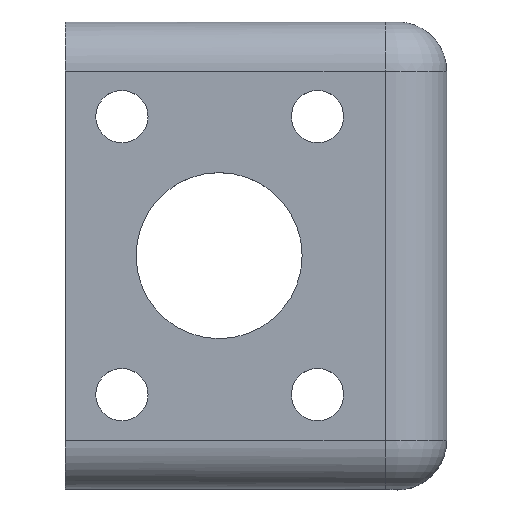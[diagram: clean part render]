
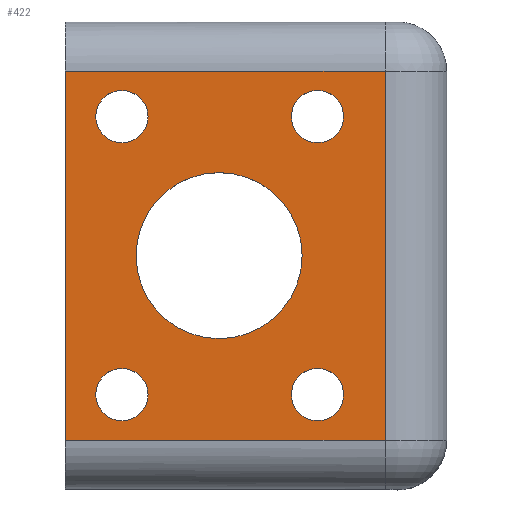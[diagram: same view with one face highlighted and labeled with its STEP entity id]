
A CAD part, top view. The second image highlights one B-rep face of the part: STEP entity #422.
In plain terms, the highlighted planar face has unit normal (0, 0, 1).
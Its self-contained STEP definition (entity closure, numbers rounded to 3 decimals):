
#422 = ADVANCED_FACE ( 'NONE', ( #5177, #5186, #5182, #5180, #5184, #5187 ), #7293, .F. ) ;
#549 = EDGE_CURVE ( 'NONE', #5713, #591, #5374, .T. ) ;
#556 = EDGE_CURVE ( 'NONE', #15237, #15944, #5382, .T. ) ;
#591 = VERTEX_POINT ( 'NONE', #11504 ) ;
#600 = VERTEX_POINT ( 'NONE', #11544 ) ;
#602 = VERTEX_POINT ( 'NONE', #11521 ) ;
#1255 = EDGE_LOOP ( 'NONE', ( #2181, #2182 ) ) ;
#1551 = EDGE_LOOP ( 'NONE', ( #2179, #2180 ) ) ;
#1693 = EDGE_CURVE ( 'NONE', #602, #15945, #12226, .T. ) ;
#1697 = EDGE_CURVE ( 'NONE', #600, #15993, #12233, .T. ) ;
#1701 = EDGE_CURVE ( 'NONE', #5707, #15998, #12239, .T. ) ;
#1799 = EDGE_CURVE ( 'NONE', #2636, #2634, #12369, .T. ) ;
#1823 = EDGE_CURVE ( 'NONE', #591, #5713, #12397, .T. ) ;
#1824 = EDGE_CURVE ( 'NONE', #15944, #15237, #12400, .T. ) ;
#1825 = EDGE_CURVE ( 'NONE', #15945, #602, #12395, .T. ) ;
#1826 = EDGE_CURVE ( 'NONE', #15993, #600, #12401, .T. ) ;
#1827 = EDGE_CURVE ( 'NONE', #15998, #5707, #12402, .T. ) ;
#1828 = EDGE_CURVE ( 'NONE', #2641, #2657, #12403, .T. ) ;
#1829 = EDGE_CURVE ( 'NONE', #2641, #2636, #12399, .T. ) ;
#1830 = EDGE_CURVE ( 'NONE', #2634, #2657, #12406, .T. ) ;
#2177 = ORIENTED_EDGE ( 'NONE', *, *, #1823, .T. ) ;
#2178 = ORIENTED_EDGE ( 'NONE', *, *, #549, .T. ) ;
#2179 = ORIENTED_EDGE ( 'NONE', *, *, #1824, .T. ) ;
#2180 = ORIENTED_EDGE ( 'NONE', *, *, #556, .T. ) ;
#2181 = ORIENTED_EDGE ( 'NONE', *, *, #1825, .T. ) ;
#2182 = ORIENTED_EDGE ( 'NONE', *, *, #1693, .T. ) ;
#2183 = ORIENTED_EDGE ( 'NONE', *, *, #1826, .T. ) ;
#2184 = ORIENTED_EDGE ( 'NONE', *, *, #1697, .T. ) ;
#2185 = ORIENTED_EDGE ( 'NONE', *, *, #1827, .T. ) ;
#2186 = ORIENTED_EDGE ( 'NONE', *, *, #1701, .T. ) ;
#2187 = ORIENTED_EDGE ( 'NONE', *, *, #1828, .F. ) ;
#2188 = ORIENTED_EDGE ( 'NONE', *, *, #1829, .T. ) ;
#2189 = ORIENTED_EDGE ( 'NONE', *, *, #1799, .T. ) ;
#2190 = ORIENTED_EDGE ( 'NONE', *, *, #1830, .T. ) ;
#2634 = VERTEX_POINT ( 'NONE', #20422 ) ;
#2636 = VERTEX_POINT ( 'NONE', #20423 ) ;
#2641 = VERTEX_POINT ( 'NONE', #20433 ) ;
#2657 = VERTEX_POINT ( 'NONE', #20448 ) ;
#3033 = EDGE_LOOP ( 'NONE', ( #2183, #2184 ) ) ;
#3035 = EDGE_LOOP ( 'NONE', ( #2185, #2186 ) ) ;
#3037 = EDGE_LOOP ( 'NONE', ( #2187, #2188, #2189, #2190 ) ) ;
#5177 = FACE_BOUND ( 'NONE', #15951, .T. ) ;
#5180 = FACE_BOUND ( 'NONE', #3033, .T. ) ;
#5182 = FACE_BOUND ( 'NONE', #1255, .T. ) ;
#5184 = FACE_BOUND ( 'NONE', #3035, .T. ) ;
#5186 = FACE_BOUND ( 'NONE', #1551, .T. ) ;
#5187 = FACE_OUTER_BOUND ( 'NONE', #3037, .T. ) ;
#5374 = CIRCLE ( 'NONE', #7047, 4.25 ) ;
#5382 = CIRCLE ( 'NONE', #7051, 4.25 ) ;
#5707 = VERTEX_POINT ( 'NONE', #10774 ) ;
#5713 = VERTEX_POINT ( 'NONE', #10779 ) ;
#7022 = AXIS2_PLACEMENT_3D ( 'NONE', #7295, #7291, #7297 ) ;
#7047 = AXIS2_PLACEMENT_3D ( 'NONE', #11400, #11401, #11402 ) ;
#7051 = AXIS2_PLACEMENT_3D ( 'NONE', #11419, #11420, #11421 ) ;
#7059 = AXIS2_PLACEMENT_3D ( 'NONE', #13840, #13841, #13842 ) ;
#7061 = AXIS2_PLACEMENT_3D ( 'NONE', #13850, #13851, #13852 ) ;
#7063 = AXIS2_PLACEMENT_3D ( 'NONE', #13860, #13861, #13862 ) ;
#7097 = AXIS2_PLACEMENT_3D ( 'NONE', #14364, #14365, #14366 ) ;
#7098 = AXIS2_PLACEMENT_3D ( 'NONE', #14367, #14368, #14369 ) ;
#7099 = AXIS2_PLACEMENT_3D ( 'NONE', #14370, #14371, #14372 ) ;
#7100 = AXIS2_PLACEMENT_3D ( 'NONE', #14375, #14376, #14377 ) ;
#7101 = AXIS2_PLACEMENT_3D ( 'NONE', #14379, #14380, #14381 ) ;
#7291 = DIRECTION ( 'NONE',  ( 0., 0., -1. ) ) ;
#7293 = PLANE ( 'NONE',  #7022 ) ;
#7295 = CARTESIAN_POINT ( 'NONE',  ( -62., 38., 0. ) ) ;
#7297 = DIRECTION ( 'NONE',  ( -1., 0., 0. ) ) ;
#10774 = CARTESIAN_POINT ( 'NONE',  ( -23.5, 0., 0. ) ) ;
#10779 = CARTESIAN_POINT ( 'NONE',  ( -16.75, -22.6, 0. ) ) ;
#10816 = CARTESIAN_POINT ( 'NONE',  ( -48.55, -22.6, 0. ) ) ;
#10827 = CARTESIAN_POINT ( 'NONE',  ( -57.05, -22.6, 0. ) ) ;
#10828 = CARTESIAN_POINT ( 'NONE',  ( -57.05, 22.6, 0. ) ) ;
#10869 = CARTESIAN_POINT ( 'NONE',  ( -25.25, 22.6, 0. ) ) ;
#10872 = CARTESIAN_POINT ( 'NONE',  ( -50.5, 0., 0. ) ) ;
#11400 = CARTESIAN_POINT ( 'NONE',  ( -21., -22.6, 0. ) ) ;
#11401 = DIRECTION ( 'NONE',  ( 0., 0., -1. ) ) ;
#11402 = DIRECTION ( 'NONE',  ( -1., 0., 0. ) ) ;
#11419 = CARTESIAN_POINT ( 'NONE',  ( -52.8, -22.6, 0. ) ) ;
#11420 = DIRECTION ( 'NONE',  ( 0., 0., -1. ) ) ;
#11421 = DIRECTION ( 'NONE',  ( -1., 0., 0. ) ) ;
#11504 = CARTESIAN_POINT ( 'NONE',  ( -25.25, -22.6, 0. ) ) ;
#11521 = CARTESIAN_POINT ( 'NONE',  ( -48.55, 22.6, 0. ) ) ;
#11544 = CARTESIAN_POINT ( 'NONE',  ( -16.75, 22.6, 0. ) ) ;
#12226 = CIRCLE ( 'NONE', #7059, 4.25 ) ;
#12233 = CIRCLE ( 'NONE', #7061, 4.25 ) ;
#12239 = CIRCLE ( 'NONE', #7063, 13.5 ) ;
#12369 = LINE ( 'NONE', #14293, #12370 ) ;
#12370 = VECTOR ( 'NONE', #14295, 1000. ) ;
#12395 = CIRCLE ( 'NONE', #7099, 4.25 ) ;
#12397 = CIRCLE ( 'NONE', #7097, 4.25 ) ;
#12399 = LINE ( 'NONE', #14378, #12407 ) ;
#12400 = CIRCLE ( 'NONE', #7098, 4.25 ) ;
#12401 = CIRCLE ( 'NONE', #7100, 4.25 ) ;
#12402 = CIRCLE ( 'NONE', #7101, 13.5 ) ;
#12403 = LINE ( 'NONE', #14373, #12405 ) ;
#12405 = VECTOR ( 'NONE', #14374, 1000. ) ;
#12406 = LINE ( 'NONE', #14383, #12409 ) ;
#12407 = VECTOR ( 'NONE', #14382, 1000. ) ;
#12409 = VECTOR ( 'NONE', #14384, 1000. ) ;
#13840 = CARTESIAN_POINT ( 'NONE',  ( -52.8, 22.6, 0. ) ) ;
#13841 = DIRECTION ( 'NONE',  ( 0., 0., -1. ) ) ;
#13842 = DIRECTION ( 'NONE',  ( -1., 0., 0. ) ) ;
#13850 = CARTESIAN_POINT ( 'NONE',  ( -21., 22.6, 0. ) ) ;
#13851 = DIRECTION ( 'NONE',  ( 0., 0., -1. ) ) ;
#13852 = DIRECTION ( 'NONE',  ( -1., 0., 0. ) ) ;
#13860 = CARTESIAN_POINT ( 'NONE',  ( -37., 0., 0. ) ) ;
#13861 = DIRECTION ( 'NONE',  ( 0., 0., -1. ) ) ;
#13862 = DIRECTION ( 'NONE',  ( -1., 0., 0. ) ) ;
#14293 = CARTESIAN_POINT ( 'NONE',  ( -62., 38., 0. ) ) ;
#14295 = DIRECTION ( 'NONE',  ( 0., -1., 0. ) ) ;
#14364 = CARTESIAN_POINT ( 'NONE',  ( -21., -22.6, 0. ) ) ;
#14365 = DIRECTION ( 'NONE',  ( 0., 0., -1. ) ) ;
#14366 = DIRECTION ( 'NONE',  ( -1., 0., 0. ) ) ;
#14367 = CARTESIAN_POINT ( 'NONE',  ( -52.8, -22.6, 0. ) ) ;
#14368 = DIRECTION ( 'NONE',  ( 0., 0., -1. ) ) ;
#14369 = DIRECTION ( 'NONE',  ( -1., 0., 0. ) ) ;
#14370 = CARTESIAN_POINT ( 'NONE',  ( -52.8, 22.6, 0. ) ) ;
#14371 = DIRECTION ( 'NONE',  ( 0., 0., -1. ) ) ;
#14372 = DIRECTION ( 'NONE',  ( -1., 0., 0. ) ) ;
#14373 = CARTESIAN_POINT ( 'NONE',  ( -10., 38., 0. ) ) ;
#14374 = DIRECTION ( 'NONE',  ( 0., -1., 0. ) ) ;
#14375 = CARTESIAN_POINT ( 'NONE',  ( -21., 22.6, 0. ) ) ;
#14376 = DIRECTION ( 'NONE',  ( 0., 0., -1. ) ) ;
#14377 = DIRECTION ( 'NONE',  ( -1., 0., 0. ) ) ;
#14378 = CARTESIAN_POINT ( 'NONE',  ( -62., 30., 0. ) ) ;
#14379 = CARTESIAN_POINT ( 'NONE',  ( -37., 0., 0. ) ) ;
#14380 = DIRECTION ( 'NONE',  ( 0., 0., -1. ) ) ;
#14381 = DIRECTION ( 'NONE',  ( -1., 0., 0. ) ) ;
#14382 = DIRECTION ( 'NONE',  ( -1., 0., 0. ) ) ;
#14383 = CARTESIAN_POINT ( 'NONE',  ( -62., -30., 0. ) ) ;
#14384 = DIRECTION ( 'NONE',  ( 1., 0., 0. ) ) ;
#15237 = VERTEX_POINT ( 'NONE', #10816 ) ;
#15944 = VERTEX_POINT ( 'NONE', #10827 ) ;
#15945 = VERTEX_POINT ( 'NONE', #10828 ) ;
#15951 = EDGE_LOOP ( 'NONE', ( #2177, #2178 ) ) ;
#15993 = VERTEX_POINT ( 'NONE', #10869 ) ;
#15998 = VERTEX_POINT ( 'NONE', #10872 ) ;
#20422 = CARTESIAN_POINT ( 'NONE',  ( -62., -30., 0. ) ) ;
#20423 = CARTESIAN_POINT ( 'NONE',  ( -62., 30., 0. ) ) ;
#20433 = CARTESIAN_POINT ( 'NONE',  ( -10., 30., 0. ) ) ;
#20448 = CARTESIAN_POINT ( 'NONE',  ( -10., -30., 0. ) ) ;
